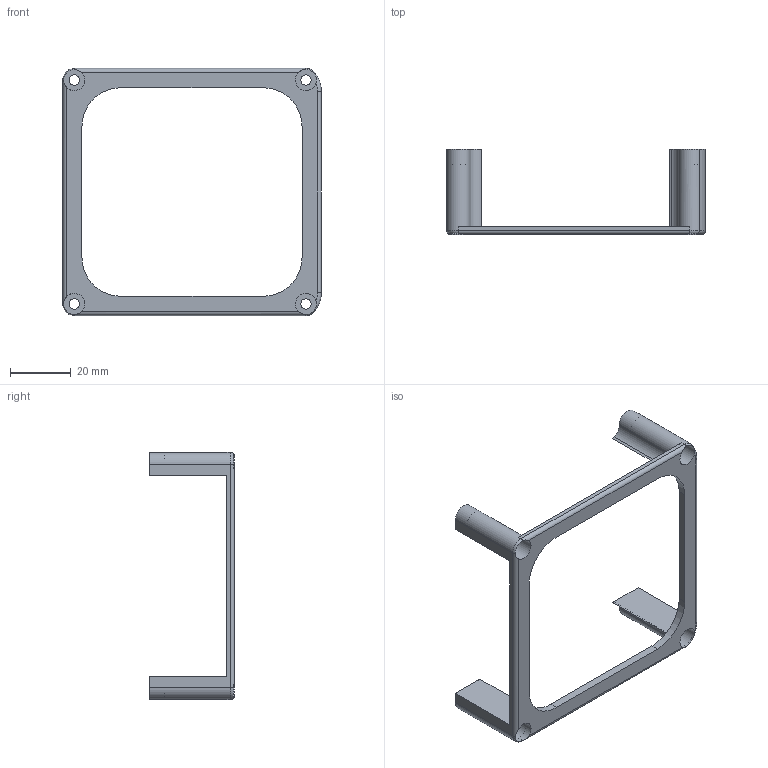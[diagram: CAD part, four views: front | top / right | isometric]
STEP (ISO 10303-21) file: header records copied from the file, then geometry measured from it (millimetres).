
FILE_DESCRIPTION(/* description */ (''),/* implementation_level */ '2;1');
FILE_NAME(/* name */ 'Battery Holder Bottom.ipt.stp',/* time_stamp */ '2014-02-26T18:17:41-05:00',/* author */ ('Spooner'),/* organization */ (''),/* preprocessor_version */ 'ST-DEVELOPER v15.2',/* originating_system */ 'Autodesk Inventor 2014',/* authorisation */ '');
FILE_SCHEMA (('AUTOMOTIVE_DESIGN { 1 0 10303 214 3 1 1 }'));
Length unit declared in the file: inch
Products named in the file (1): Battery Holder Bottom
Bounding box: 85.09 x 27.94 x 81.28 mm (x, y, z)
Volume: 7301.5 mm3; surface area: 10935.6 mm2
Topology: 1 solids, 1 shells, 56 faces, 150 edges, 96 vertices
Faces by surface type: cylinder 28, plane 22, torus 6
Full cylindrical faces by diameter (mm): 3.429 x4, 6.935 x4
Entity records: 1777 total; most frequent: CARTESIAN_POINT 347, DIRECTION 312, ORIENTED_EDGE 276, EDGE_CURVE 138, AXIS2_PLACEMENT_3D 125, VERTEX_POINT 92, EDGE_LOOP 74, CIRCLE 68
